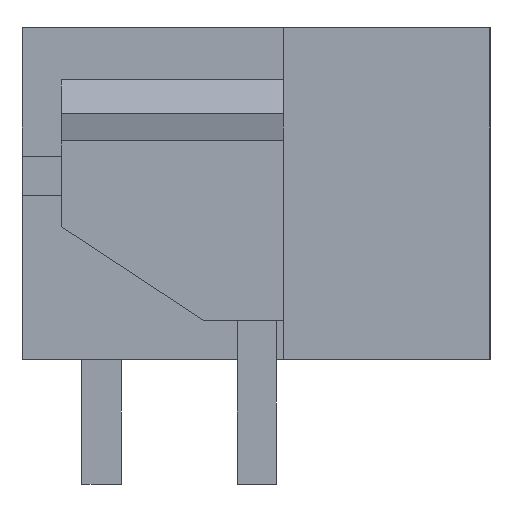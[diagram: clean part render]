
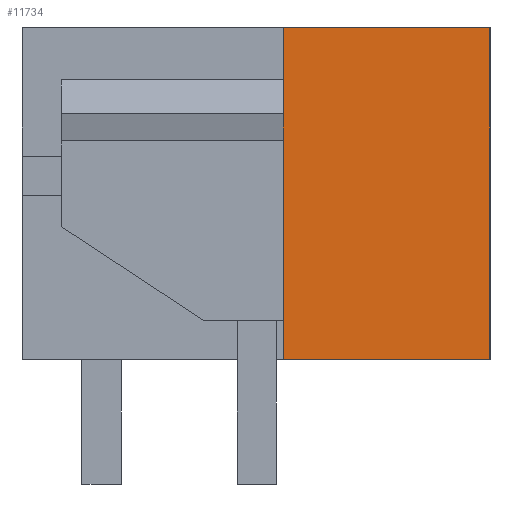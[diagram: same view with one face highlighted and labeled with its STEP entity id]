
A CAD part, left-side view. The second image highlights one B-rep face of the part: STEP entity #11734.
In plain terms, the highlighted planar face has unit normal (-1, 0, 0).
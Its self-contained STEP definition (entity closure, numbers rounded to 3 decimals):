
#11721=AXIS2_PLACEMENT_3D('Plane Axis2P3D',#11718,#11719,#11720) ;
#242=CARTESIAN_POINT('Vertex',(-45.36,-12.,3.2)) ;
#245=CARTESIAN_POINT('Line Origine',(-45.36,-9.35,3.2)) ;
#249=CARTESIAN_POINT('Vertex',(-45.36,-6.7,3.2)) ;
#1829=CARTESIAN_POINT('Vertex',(-45.36,-12.,11.7)) ;
#1832=CARTESIAN_POINT('Line Origine',(-45.36,-12.,7.45)) ;
#3244=CARTESIAN_POINT('Vertex',(-45.36,-6.7,11.7)) ;
#3247=CARTESIAN_POINT('Line Origine',(-45.36,-9.35,11.7)) ;
#11718=CARTESIAN_POINT('Axis2P3D Location',(-45.36,0.,11.7)) ;
#11723=CARTESIAN_POINT('Line Origine',(-45.36,-6.7,7.45)) ;
#246=DIRECTION('Vector Direction',(0.,-1.,0.)) ;
#1833=DIRECTION('Vector Direction',(0.,0.,-1.)) ;
#3248=DIRECTION('Vector Direction',(0.,-1.,0.)) ;
#11719=DIRECTION('Axis2P3D Direction',(-1.,0.,0.)) ;
#11720=DIRECTION('Axis2P3D XDirection',(0.,0.,-1.)) ;
#11724=DIRECTION('Vector Direction',(0.,0.,-1.)) ;
#247=VECTOR('Line Direction',#246,1.) ;
#1834=VECTOR('Line Direction',#1833,1.) ;
#3249=VECTOR('Line Direction',#3248,1.) ;
#11725=VECTOR('Line Direction',#11724,1.) ;
#11729=ORIENTED_EDGE('',*,*,#11727,.F.) ;
#11730=ORIENTED_EDGE('',*,*,#251,.T.) ;
#11731=ORIENTED_EDGE('',*,*,#1836,.F.) ;
#11732=ORIENTED_EDGE('',*,*,#3251,.F.) ;
#11734=ADVANCED_FACE('HOUSING',(#11733),#11722,.T.) ;
#251=EDGE_CURVE('',#250,#243,#248,.T.) ;
#1836=EDGE_CURVE('',#1830,#243,#1835,.T.) ;
#3251=EDGE_CURVE('',#3245,#1830,#3250,.T.) ;
#11727=EDGE_CURVE('',#250,#3245,#11726,.F.) ;
#11728=EDGE_LOOP('',(#11729,#11730,#11731,#11732)) ;
#11733=FACE_OUTER_BOUND('',#11728,.T.) ;
#248=LINE('Line',#245,#247) ;
#1835=LINE('Line',#1832,#1834) ;
#3250=LINE('Line',#3247,#3249) ;
#11726=LINE('Line',#11723,#11725) ;
#11722=PLANE('',#11721) ;
#243=VERTEX_POINT('',#242) ;
#250=VERTEX_POINT('',#249) ;
#1830=VERTEX_POINT('',#1829) ;
#3245=VERTEX_POINT('',#3244) ;
